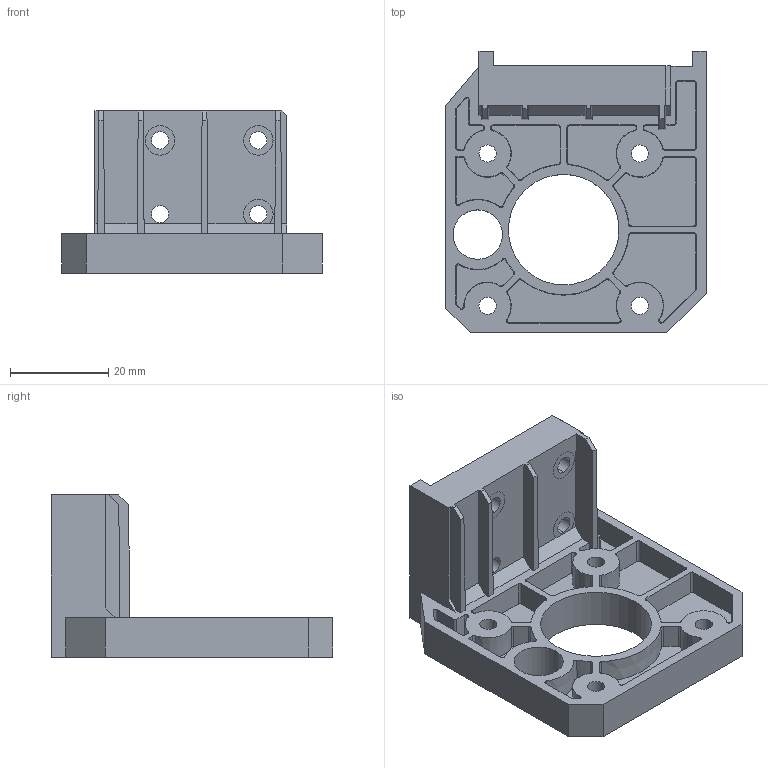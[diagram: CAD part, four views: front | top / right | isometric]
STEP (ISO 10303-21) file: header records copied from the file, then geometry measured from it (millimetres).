
FILE_DESCRIPTION (( 'STEP AP214' ), '1' );
FILE_NAME ('JXHSV06P-02009-d Z-axis right motor mount.step', '2023-06-08T06:49:03', ( '微软用户' ), ( '微软中国' ), 'SwSTEP 2.0', 'SolidWorks 2020', '' );
FILE_SCHEMA (( 'AUTOMOTIVE_DESIGN' ));
Length unit declared in the file: millimetre
Products named in the file (1): JXHSV06P-02009-d Z-axis right motor mount
Bounding box: 53 x 57.3 x 33 mm (x, y, z)
Volume: 17751.3 mm3; surface area: 15321.8 mm2
Topology: 1 solids, 1 shells, 453 faces, 1244 edges, 826 vertices
Faces by surface type: plane 241, bspline 102, cylinder 71, cone 39
Entity records: 17961 total; most frequent: CARTESIAN_POINT 7340, ORIENTED_EDGE 2488, DIRECTION 1653, EDGE_CURVE 1244, VERTEX_POINT 826, VECTOR 625, LINE 625, AXIS2_PLACEMENT_3D 514
